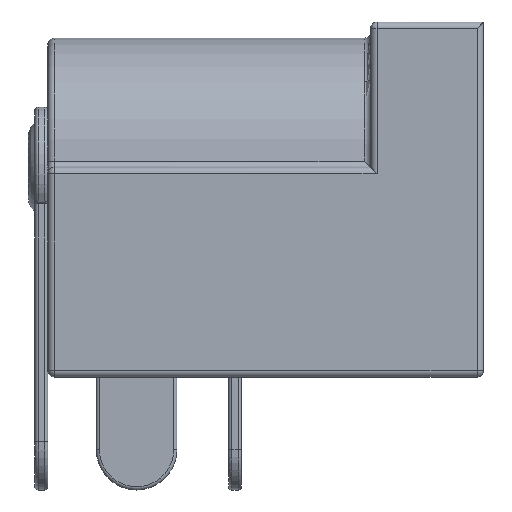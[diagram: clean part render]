
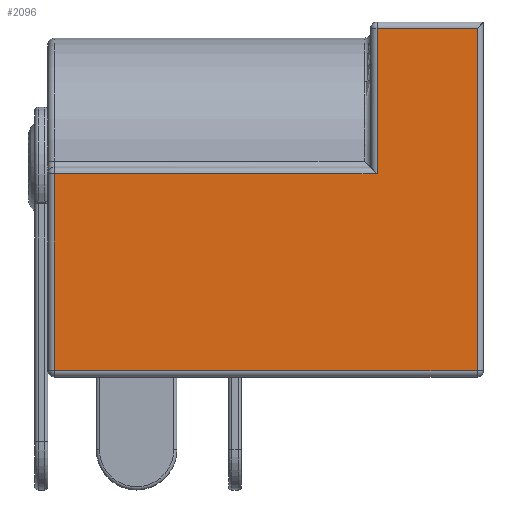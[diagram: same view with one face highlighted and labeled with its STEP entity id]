
A CAD part, left-side view. The second image highlights one B-rep face of the part: STEP entity #2096.
In plain terms, the highlighted face is planar.
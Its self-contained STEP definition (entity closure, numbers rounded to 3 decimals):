
#63=PLANE('',#2321);
#218=LINE('',#3548,#373);
#219=LINE('',#3550,#374);
#220=LINE('',#3552,#375);
#221=LINE('',#3554,#376);
#222=LINE('',#3556,#377);
#223=LINE('',#3557,#378);
#373=VECTOR('',#2804,1.);
#374=VECTOR('',#2805,1.);
#375=VECTOR('',#2806,1.);
#376=VECTOR('',#2807,1.);
#377=VECTOR('',#2808,1.);
#378=VECTOR('',#2809,1.);
#511=FACE_OUTER_BOUND('',#653,.T.);
#653=EDGE_LOOP('',(#1638,#1639,#1640,#1641,#1642,#1643));
#993=VERTEX_POINT('',#3546);
#994=VERTEX_POINT('',#3547);
#995=VERTEX_POINT('',#3549);
#996=VERTEX_POINT('',#3551);
#997=VERTEX_POINT('',#3553);
#998=VERTEX_POINT('',#3555);
#1222=EDGE_CURVE('',#993,#994,#218,.T.);
#1223=EDGE_CURVE('',#994,#995,#219,.T.);
#1224=EDGE_CURVE('',#995,#996,#220,.T.);
#1225=EDGE_CURVE('',#996,#997,#221,.T.);
#1226=EDGE_CURVE('',#997,#998,#222,.T.);
#1227=EDGE_CURVE('',#998,#993,#223,.T.);
#1638=ORIENTED_EDGE('',*,*,#1222,.T.);
#1639=ORIENTED_EDGE('',*,*,#1223,.T.);
#1640=ORIENTED_EDGE('',*,*,#1224,.T.);
#1641=ORIENTED_EDGE('',*,*,#1225,.T.);
#1642=ORIENTED_EDGE('',*,*,#1226,.T.);
#1643=ORIENTED_EDGE('',*,*,#1227,.T.);
#2096=ADVANCED_FACE('',(#511),#63,.T.);
#2321=AXIS2_PLACEMENT_3D('',#3545,#2802,#2803);
#2802=DIRECTION('center_axis',(0.,0.,-1.));
#2803=DIRECTION('ref_axis',(-1.,0.,0.));
#2804=DIRECTION('',(1.,0.,0.));
#2805=DIRECTION('',(0.,-1.,0.));
#2806=DIRECTION('',(-1.,0.,0.));
#2807=DIRECTION('',(0.,1.,0.));
#2808=DIRECTION('',(1.,0.,0.));
#2809=DIRECTION('',(0.,-1.,0.));
#3545=CARTESIAN_POINT('Origin',(0.,0.,-4.5));
#3546=CARTESIAN_POINT('',(-4.05,-0.2,-4.5));
#3547=CARTESIAN_POINT('',(5.95,-0.2,-4.5));
#3548=CARTESIAN_POINT('',(6.15,-0.2,-4.5));
#3549=CARTESIAN_POINT('',(5.95,-6.3,-4.5));
#3550=CARTESIAN_POINT('',(5.95,-6.5,-4.5));
#3551=CARTESIAN_POINT('',(-7.15,-6.3,-4.5));
#3552=CARTESIAN_POINT('',(-7.35,-6.3,-4.5));
#3553=CARTESIAN_POINT('',(-7.15,4.3,-4.5));
#3554=CARTESIAN_POINT('',(-7.15,4.5,-4.5));
#3555=CARTESIAN_POINT('',(-4.05,4.3,-4.5));
#3556=CARTESIAN_POINT('',(-3.85,4.3,-4.5));
#3557=CARTESIAN_POINT('',(-4.05,0.,-4.5));
